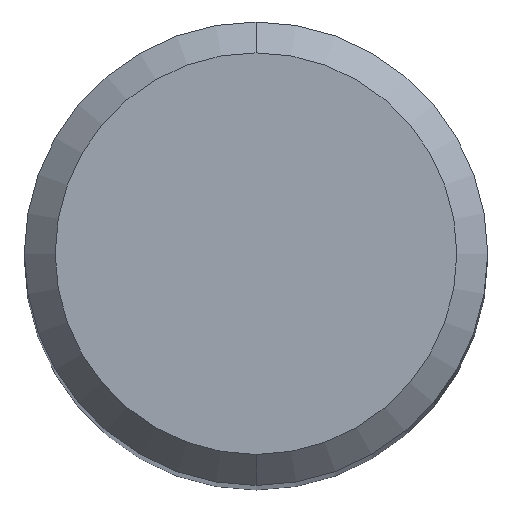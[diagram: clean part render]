
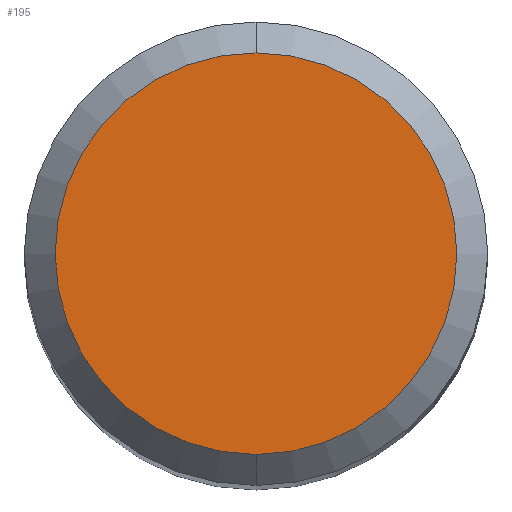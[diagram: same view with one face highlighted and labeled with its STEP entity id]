
A CAD part, top view. The second image highlights one B-rep face of the part: STEP entity #195.
In plain terms, the highlighted planar face has unit normal (0, 0, 1).
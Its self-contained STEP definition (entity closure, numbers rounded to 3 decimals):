
#107=VERTEX_POINT('',#258);
#195=ADVANCED_FACE('',(#357),#358,.T.);
#199=EDGE_CURVE('',#225,#107,#362,.T.);
#207=EDGE_CURVE('',#107,#225,#371,.T.);
#225=VERTEX_POINT('',#391);
#258=CARTESIAN_POINT('',(0.,-2.6,0.0));
#357=FACE_OUTER_BOUND('',#547,.T.);
#358=PLANE('',#548);
#362=CIRCLE('',#555,2.6);
#371=CIRCLE('',#565,2.6);
#391=CARTESIAN_POINT('',(0.0,2.6,0.0));
#547=EDGE_LOOP('',(#735,#736));
#548=AXIS2_PLACEMENT_3D('',#737,#738,#739);
#555=AXIS2_PLACEMENT_3D('',#741,#742,#743);
#565=AXIS2_PLACEMENT_3D('',#752,#753,#754);
#735=ORIENTED_EDGE('',*,*,#199,.F.);
#736=ORIENTED_EDGE('',*,*,#207,.F.);
#737=CARTESIAN_POINT('',(0.0,1.3,0.0));
#738=DIRECTION('',(-0.0,0.0,1.0));
#739=DIRECTION('',(0.0,-1.0,0.0));
#741=CARTESIAN_POINT('',(0.0,0.0,0.0));
#742=DIRECTION('',(0.0,0.0,-1.0));
#743=DIRECTION('',(0.0,1.0,0.0));
#752=CARTESIAN_POINT('',(0.0,0.0,0.0));
#753=DIRECTION('',(0.0,0.0,-1.0));
#754=DIRECTION('',(0.0,1.0,0.0));
